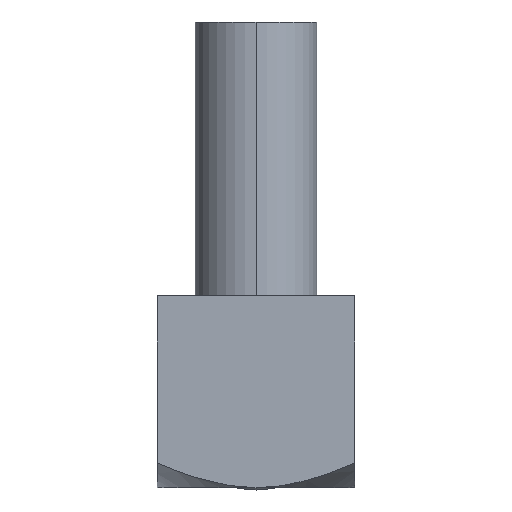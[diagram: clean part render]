
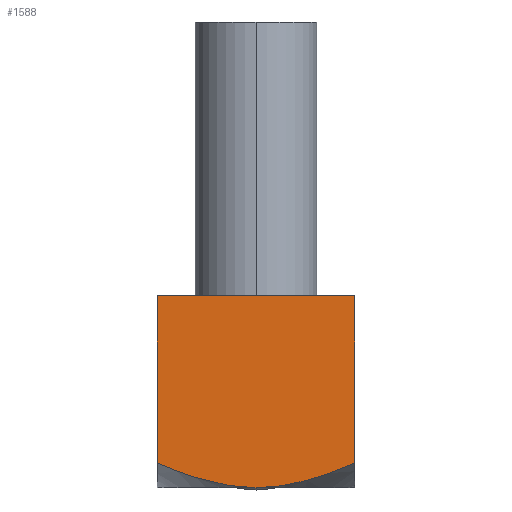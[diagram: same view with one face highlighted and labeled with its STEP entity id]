
A CAD part, front view. The second image highlights one B-rep face of the part: STEP entity #1588.
In plain terms, the highlighted planar face has unit normal (0, -1, 0).
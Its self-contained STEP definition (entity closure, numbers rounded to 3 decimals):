
#1=CARTESIAN_POINT('',(-3.25,-7.35,-5.192));
#31=DIRECTION('',(0.,0.,-1.));
#32=VECTOR('',#31,5.492);
#33=CARTESIAN_POINT('',(-3.25,-7.35,0.3));
#34=LINE('',#33,#32);
#35=CARTESIAN_POINT('',(0.,-7.35,-6.));
#36=CARTESIAN_POINT('',(-0.145,-7.35,-6.));
#37=CARTESIAN_POINT('',(-0.436,-7.35,-5.988));
#38=CARTESIAN_POINT('',(-0.869,-7.35,-5.937));
#39=CARTESIAN_POINT('',(-1.301,-7.35,-5.854));
#40=CARTESIAN_POINT('',(-1.74,-7.35,-5.742));
#41=CARTESIAN_POINT('',(-2.197,-7.35,-5.6));
#42=CARTESIAN_POINT('',(-2.69,-7.35,-5.422));
#43=CARTESIAN_POINT('',(-3.058,-7.35,-5.274));
#44=CARTESIAN_POINT('',(-3.25,-7.35,-5.192));
#46=DIRECTION('',(1.,0.,0.));
#47=VECTOR('',#46,6.5);
#48=CARTESIAN_POINT('',(-3.25,-7.35,0.3));
#49=LINE('',#48,#47);
#50=CARTESIAN_POINT('',(3.25,-7.35,-5.192));
#51=CARTESIAN_POINT('',(3.056,-7.35,-5.274));
#52=CARTESIAN_POINT('',(2.686,-7.35,-5.424));
#53=CARTESIAN_POINT('',(2.188,-7.35,-5.603));
#54=CARTESIAN_POINT('',(1.728,-7.35,-5.746));
#55=CARTESIAN_POINT('',(1.291,-7.35,-5.857));
#56=CARTESIAN_POINT('',(0.861,-7.35,-5.938));
#57=CARTESIAN_POINT('',(0.431,-7.35,-5.988));
#58=CARTESIAN_POINT('',(0.144,-7.35,-6.));
#59=CARTESIAN_POINT('',(0.,-7.35,-6.));
#1133=CARTESIAN_POINT('',(3.25,-7.35,-5.192));
#1135=DIRECTION('',(0.,0.,-1.));
#1136=VECTOR('',#1135,5.492);
#1137=CARTESIAN_POINT('',(3.25,-7.35,0.3));
#1138=LINE('',#1137,#1136);
#1240=CARTESIAN_POINT('',(-3.25,-7.35,0.3));
#1242=VERTEX_POINT('',#1240);
#1244=CARTESIAN_POINT('',(3.25,-7.35,0.3));
#1246=VERTEX_POINT('',#1244);
#1247=VERTEX_POINT('',#1);
#1252=VERTEX_POINT('',#1133);
#1253=CARTESIAN_POINT('',(0.,-7.35,-6.));
#1254=VERTEX_POINT('',#1253);
#1573=CARTESIAN_POINT('',(-3.25,-7.35,0.3));
#1574=DIRECTION('',(0.,-1.,0.));
#1575=DIRECTION('',(0.,0.,-1.));
#1576=AXIS2_PLACEMENT_3D('',#1573,#1574,#1575);
#1577=PLANE('',#1576);
#1578=ORIENTED_EDGE('',*,*,#1553,.T.);
#1579=ORIENTED_EDGE('',*,*,#1542,.F.);
#1581=ORIENTED_EDGE('',*,*,#1580,.T.);
#1583=ORIENTED_EDGE('',*,*,#1582,.T.);
#1585=ORIENTED_EDGE('',*,*,#1584,.T.);
#1586=EDGE_LOOP('',(#1578,#1579,#1581,#1583,#1585));
#1587=FACE_OUTER_BOUND('',#1586,.F.);
#45=B_SPLINE_CURVE_WITH_KNOTS('',3,(#35,#36,#37,#38,#39,#40,#41,#42,#43,#44),
.UNSPECIFIED.,.F.,.F.,(4,1,1,1,1,1,1,4),(0.,0.143,
0.286,0.429,0.571,0.714,
0.857,1.),.UNSPECIFIED.);
#60=B_SPLINE_CURVE_WITH_KNOTS('',3,(#50,#51,#52,#53,#54,#55,#56,#57,#58,#59),
.UNSPECIFIED.,.F.,.F.,(4,1,1,1,1,1,1,4),(0.,0.143,
0.286,0.429,0.571,0.714,
0.857,1.),.UNSPECIFIED.);
#1542=EDGE_CURVE('',#1242,#1247,#34,.T.);
#1553=EDGE_CURVE('',#1254,#1247,#45,.T.);
#1580=EDGE_CURVE('',#1242,#1246,#49,.T.);
#1582=EDGE_CURVE('',#1246,#1252,#1138,.T.);
#1584=EDGE_CURVE('',#1252,#1254,#60,.T.);
#1588=ADVANCED_FACE('',(#1587),#1577,.T.);
